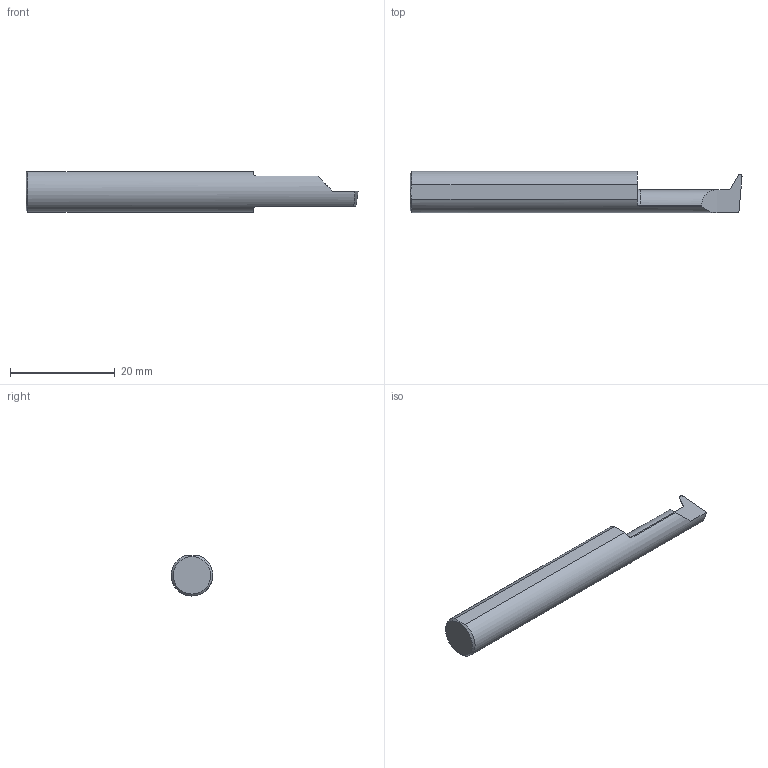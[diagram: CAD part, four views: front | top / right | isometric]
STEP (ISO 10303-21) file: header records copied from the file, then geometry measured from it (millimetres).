
FILE_DESCRIPTION (( 'STEP AP203' ), '1' );
FILE_NAME ('217043-PB290750.STEP', '2025-02-21T17:10:51', ( '' ), ( '' ), 'SwSTEP 2.0', 'SolidWorks 2024', '' );
FILE_SCHEMA (( 'CONFIG_CONTROL_DESIGN' ));
Length unit declared in the file: inch
Products named in the file (1): 217043-PB290750
Bounding box: 63.46 x 7.93 x 7.68 mm (x, y, z)
Volume: 2455.9 mm3; surface area: 1474.8 mm2
Topology: 1 solids, 1 shells, 31 faces, 77 edges, 48 vertices
Faces by surface type: plane 20, cylinder 6, torus 3, cone 2
Entity records: 999 total; most frequent: CARTESIAN_POINT 233, ORIENTED_EDGE 154, DIRECTION 132, EDGE_CURVE 77, VERTEX_POINT 48, AXIS2_PLACEMENT_3D 45, LINE 42, VECTOR 42
